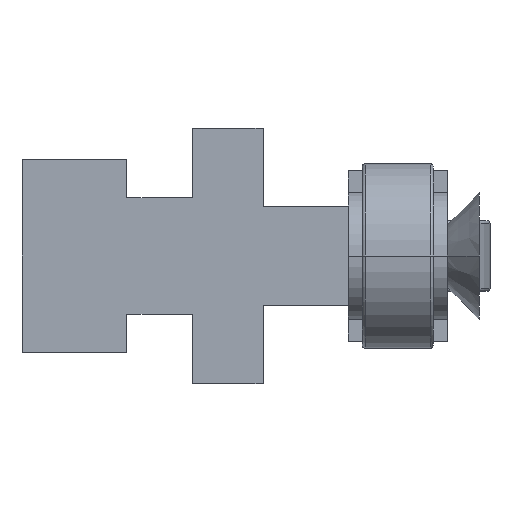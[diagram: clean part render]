
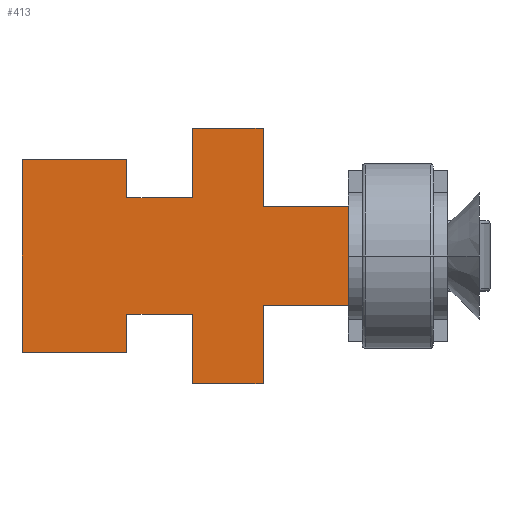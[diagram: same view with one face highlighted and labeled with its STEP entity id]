
A CAD part, left-side view. The second image highlights one B-rep face of the part: STEP entity #413.
In plain terms, the highlighted planar face has unit normal (-1, 0, 0).
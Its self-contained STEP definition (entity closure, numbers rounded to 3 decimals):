
#413=ADVANCED_FACE('',(#859),#860,.F.);
#859=FACE_OUTER_BOUND('',#1344,.T.);
#860=PLANE('',#1345);
#1344=EDGE_LOOP('',(#2270,#2271,#2272,#2273,#2274,#2275,#2276,#2277,#2278,#2279,#2280,#2281,#2282,#2283,#2284,#2285));
#1345=AXIS2_PLACEMENT_3D('',#2286,#2287,#2288);
#2270=ORIENTED_EDGE('',*,*,#3046,.T.);
#2271=ORIENTED_EDGE('',*,*,#3057,.F.);
#2272=ORIENTED_EDGE('',*,*,#3058,.F.);
#2273=ORIENTED_EDGE('',*,*,#3059,.F.);
#2274=ORIENTED_EDGE('',*,*,#3060,.F.);
#2275=ORIENTED_EDGE('',*,*,#3061,.F.);
#2276=ORIENTED_EDGE('',*,*,#3062,.F.);
#2277=ORIENTED_EDGE('',*,*,#3063,.F.);
#2278=ORIENTED_EDGE('',*,*,#3064,.F.);
#2279=ORIENTED_EDGE('',*,*,#3065,.F.);
#2280=ORIENTED_EDGE('',*,*,#3066,.F.);
#2281=ORIENTED_EDGE('',*,*,#3067,.F.);
#2282=ORIENTED_EDGE('',*,*,#3068,.F.);
#2283=ORIENTED_EDGE('',*,*,#3069,.F.);
#2284=ORIENTED_EDGE('',*,*,#3070,.F.);
#2285=ORIENTED_EDGE('',*,*,#3071,.F.);
#2286=CARTESIAN_POINT('',(0.0,2.278,0.));
#2287=DIRECTION('',(1.0,0.0,-0.0));
#2288=DIRECTION('',(0.0,0.0,1.0));
#3046=EDGE_CURVE('',#3646,#3650,#3652,.T.);
#3057=EDGE_CURVE('',#3667,#3650,#3668,.T.);
#3058=EDGE_CURVE('',#3669,#3667,#3670,.T.);
#3059=EDGE_CURVE('',#3671,#3669,#3672,.T.);
#3060=EDGE_CURVE('',#3673,#3671,#3674,.T.);
#3061=EDGE_CURVE('',#3675,#3673,#3676,.T.);
#3062=EDGE_CURVE('',#3677,#3675,#3678,.T.);
#3063=EDGE_CURVE('',#3679,#3677,#3680,.T.);
#3064=EDGE_CURVE('',#3681,#3679,#3682,.T.);
#3065=EDGE_CURVE('',#3683,#3681,#3684,.T.);
#3066=EDGE_CURVE('',#3685,#3683,#3686,.T.);
#3067=EDGE_CURVE('',#3687,#3685,#3688,.T.);
#3068=EDGE_CURVE('',#3689,#3687,#3690,.T.);
#3069=EDGE_CURVE('',#3691,#3689,#3692,.T.);
#3070=EDGE_CURVE('',#3693,#3691,#3694,.T.);
#3071=EDGE_CURVE('',#3646,#3693,#3695,.T.);
#3646=VERTEX_POINT('',#4397);
#3650=VERTEX_POINT('',#4403);
#3652=LINE('',#4406,#4407);
#3667=VERTEX_POINT('',#4429);
#3668=LINE('',#4430,#4431);
#3669=VERTEX_POINT('',#4432);
#3670=LINE('',#4433,#4434);
#3671=VERTEX_POINT('',#4435);
#3672=LINE('',#4436,#4437);
#3673=VERTEX_POINT('',#4438);
#3674=LINE('',#4439,#4440);
#3675=VERTEX_POINT('',#4441);
#3676=LINE('',#4442,#4443);
#3677=VERTEX_POINT('',#4444);
#3678=LINE('',#4445,#4446);
#3679=VERTEX_POINT('',#4447);
#3680=LINE('',#4448,#4449);
#3681=VERTEX_POINT('',#4450);
#3682=LINE('',#4451,#4452);
#3683=VERTEX_POINT('',#4453);
#3684=LINE('',#4454,#4455);
#3685=VERTEX_POINT('',#4456);
#3686=LINE('',#4457,#4458);
#3687=VERTEX_POINT('',#4459);
#3688=LINE('',#4460,#4461);
#3689=VERTEX_POINT('',#4462);
#3690=LINE('',#4463,#4464);
#3691=VERTEX_POINT('',#4465);
#3692=LINE('',#4466,#4467);
#3693=VERTEX_POINT('',#4468);
#3694=LINE('',#4469,#4470);
#3695=LINE('',#4471,#4472);
#4397=CARTESIAN_POINT('',(0.0,-6.0,-3.5));
#4403=CARTESIAN_POINT('',(0.0,-6.0,3.5));
#4406=CARTESIAN_POINT('',(0.0,-6.0,2.5));
#4407=VECTOR('',#5198,1.0);
#4429=CARTESIAN_POINT('',(0.0,0.,3.5));
#4430=CARTESIAN_POINT('',(0.0,0.,3.5));
#4431=VECTOR('',#5206,1.0);
#4432=CARTESIAN_POINT('',(0.0,0.,9.));
#4433=CARTESIAN_POINT('',(0.0,0.,9.));
#4434=VECTOR('',#5207,1.0);
#4435=CARTESIAN_POINT('',(0.0,5.,9.));
#4436=CARTESIAN_POINT('',(0.0,5.,9.));
#4437=VECTOR('',#5208,1.0);
#4438=CARTESIAN_POINT('',(0.0,5.,4.1));
#4439=CARTESIAN_POINT('',(0.0,5.,4.1));
#4440=VECTOR('',#5209,1.0);
#4441=CARTESIAN_POINT('',(0.0,9.6,4.1));
#4442=CARTESIAN_POINT('',(0.0,9.6,4.1));
#4443=VECTOR('',#5210,1.0);
#4444=CARTESIAN_POINT('',(0.0,9.6,6.8));
#4445=CARTESIAN_POINT('',(0.0,9.6,6.8));
#4446=VECTOR('',#5211,1.0);
#4447=CARTESIAN_POINT('',(0.0,17.,6.8));
#4448=CARTESIAN_POINT('',(0.0,17.,6.8));
#4449=VECTOR('',#5212,1.0);
#4450=CARTESIAN_POINT('',(0.0,17.,-6.8));
#4451=CARTESIAN_POINT('',(0.0,17.,-6.8));
#4452=VECTOR('',#5213,1.0);
#4453=CARTESIAN_POINT('',(0.0,9.6,-6.8));
#4454=CARTESIAN_POINT('',(0.0,9.6,-6.8));
#4455=VECTOR('',#5214,1.0);
#4456=CARTESIAN_POINT('',(0.0,9.6,-4.1));
#4457=CARTESIAN_POINT('',(0.0,9.6,-4.1));
#4458=VECTOR('',#5215,1.0);
#4459=CARTESIAN_POINT('',(0.0,5.,-4.1));
#4460=CARTESIAN_POINT('',(0.0,5.,-4.1));
#4461=VECTOR('',#5216,1.0);
#4462=CARTESIAN_POINT('',(0.0,5.,-9.0));
#4463=CARTESIAN_POINT('',(0.0,5.,-9.0));
#4464=VECTOR('',#5217,1.0);
#4465=CARTESIAN_POINT('',(0.0,0.,-9.0));
#4466=CARTESIAN_POINT('',(0.0,0.,-9.0));
#4467=VECTOR('',#5218,1.0);
#4468=CARTESIAN_POINT('',(0.0,0.,-3.5));
#4469=CARTESIAN_POINT('',(0.0,0.,-3.5));
#4470=VECTOR('',#5219,1.0);
#4471=CARTESIAN_POINT('',(0.0,-6.0,-3.5));
#4472=VECTOR('',#5220,1.0);
#5198=DIRECTION('',(-0.0,0.0,1.0));
#5206=DIRECTION('',(0.0,-1.0,0.0));
#5207=DIRECTION('',(0.0,0.0,-1.0));
#5208=DIRECTION('',(0.0,-1.0,0.0));
#5209=DIRECTION('',(0.0,0.0,1.0));
#5210=DIRECTION('',(0.0,-1.0,0.0));
#5211=DIRECTION('',(0.0,0.0,-1.0));
#5212=DIRECTION('',(0.0,-1.0,0.0));
#5213=DIRECTION('',(0.0,0.0,1.0));
#5214=DIRECTION('',(0.0,1.0,0.0));
#5215=DIRECTION('',(0.0,0.0,-1.0));
#5216=DIRECTION('',(0.0,1.0,0.0));
#5217=DIRECTION('',(0.0,0.0,1.0));
#5218=DIRECTION('',(0.0,1.0,0.0));
#5219=DIRECTION('',(0.0,0.0,-1.0));
#5220=DIRECTION('',(0.0,1.0,0.0));
